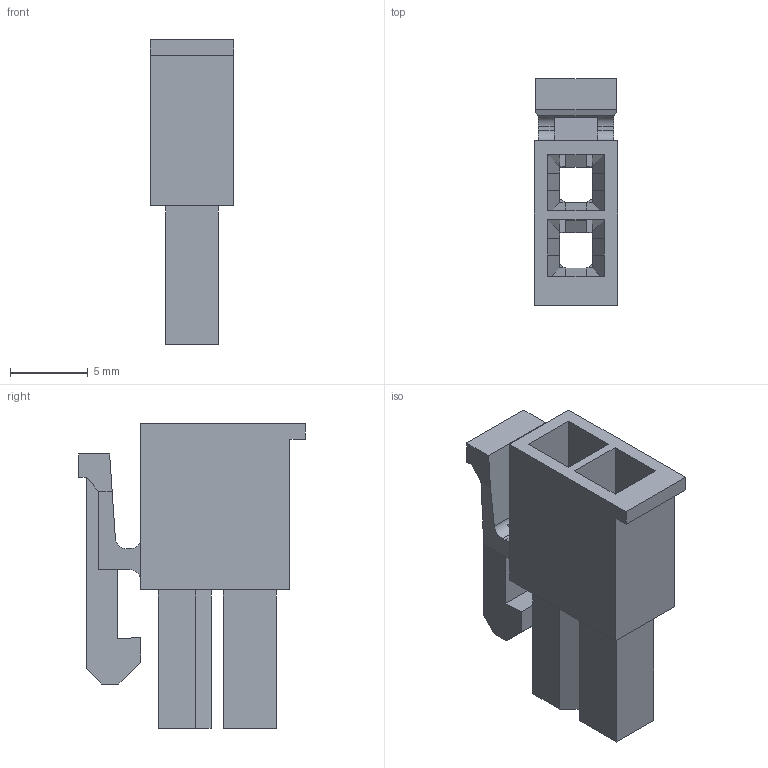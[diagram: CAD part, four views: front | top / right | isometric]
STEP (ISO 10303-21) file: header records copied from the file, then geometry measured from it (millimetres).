
FILE_DESCRIPTION(/* description */ ('Unknown'),/* implementation_level */ '2;1');
FILE_NAME(/* name */ '649002113322',/* time_stamp */ '2019-08-21T08:21:17+02:00',/* author */ ('Unknown'),/* organization */ ('Unknown'),/* preprocessor_version */ 'ST-DEVELOPER v16.7',/* originating_system */ 'DEX',/* authorisation */ $);
FILE_SCHEMA (('AUTOMOTIVE_DESIGN {1 0 10303 214 3 1 1}'));
Length unit declared in the file: millimetre
Products named in the file (2): 6490xx113322; 649002113322
Assembly tree (1 placements, depth 2):
  6490xx113322
    649002113322
Bounding box: 5.4 x 14.6 x 19.6 mm (x, y, z)
Volume: 541.3 mm3; surface area: 1328.6 mm2
Topology: 1 solids, 1 shells, 158 faces, 418 edges, 264 vertices
Faces by surface type: plane 153, cylinder 5
Entity records: 4803 total; most frequent: CARTESIAN_POINT 842, ORIENTED_EDGE 836, DIRECTION 750, EDGE_CURVE 418, LINE 406, VECTOR 406, VERTEX_POINT 264, AXIS2_PLACEMENT_3D 172
